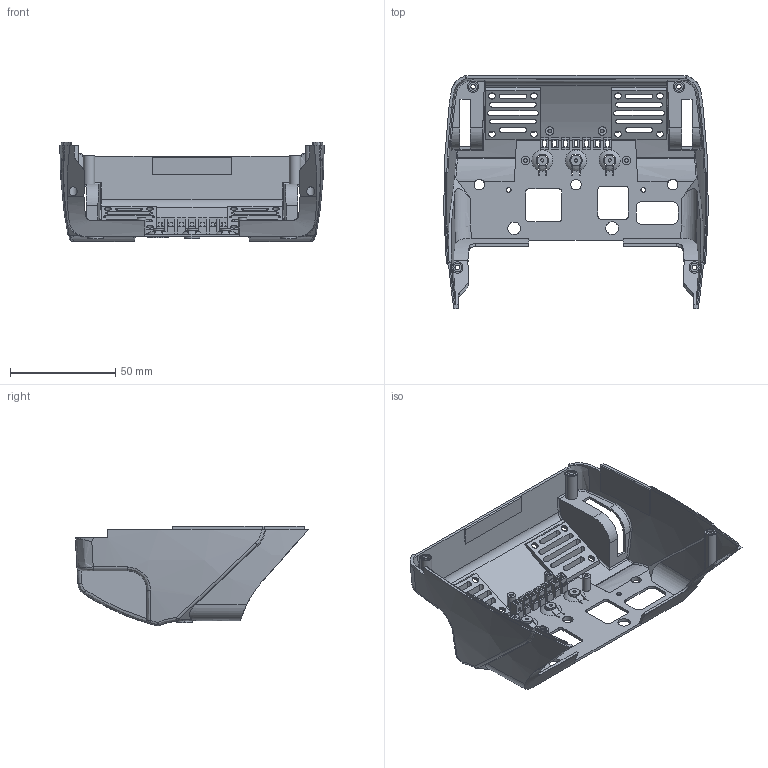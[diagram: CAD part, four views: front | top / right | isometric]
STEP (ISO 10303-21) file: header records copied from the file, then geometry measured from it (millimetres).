
FILE_DESCRIPTION((''),'2;1');
FILE_NAME('PR13_B_CVR_BODY_B','2012-01-20T',('wook jang'),(''),'PRO/ENGINEER BY PARAMETRIC TECHNOLOGY CORPORATION, 2009060','PRO/ENGINEER BY PARAMETRIC TECHNOLOGY CORPORATION, 2009060','');
FILE_SCHEMA(('AUTOMOTIVE_DESIGN_CC06 { 1 0 10303 214 -2 1 8 1 }'));
Length unit declared in the file: millimetre
Products named in the file (1): PR13_B_CVR_BODY_B
Bounding box: 125.9 x 110.99 x 47.48 mm (x, y, z)
Volume: 27997.8 mm3; surface area: 45668 mm2
Topology: 1 solids, 1 shells, 645 faces, 1915 edges, 1266 vertices
Faces by surface type: plane 297, cylinder 224, bspline 58, extrusion 28, sphere 22, torus 16
Entity records: 32864 total; most frequent: CARTESIAN_POINT 7719, ORIENTED_EDGE 3830, DIRECTION 3146, PRESENTATION_STYLE_ASSIGNMENT 2256, STYLED_ITEM 1934, CURVE_STYLE 1933, EDGE_CURVE 1915, VERTEX_POINT 1266
